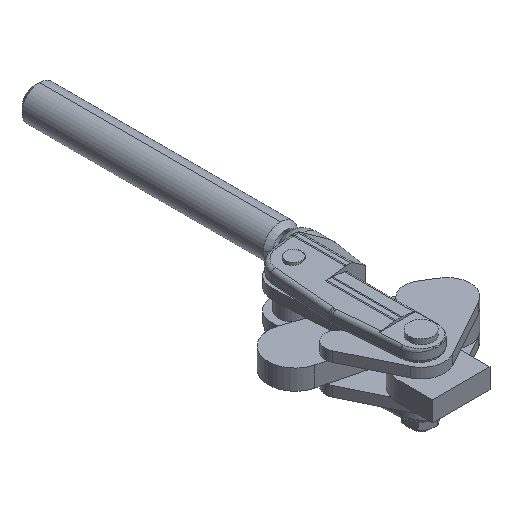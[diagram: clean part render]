
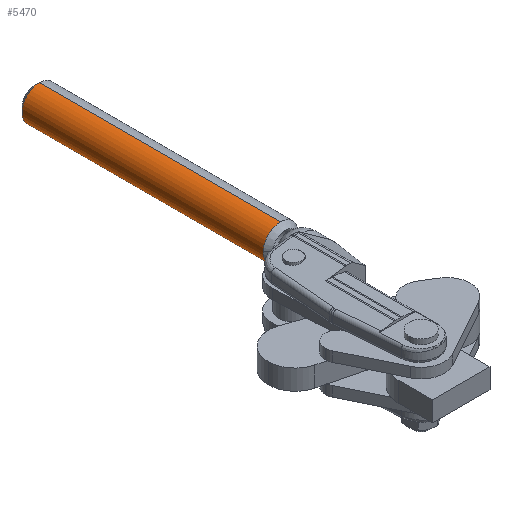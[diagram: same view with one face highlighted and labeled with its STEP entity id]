
A CAD part, isometric view. The second image highlights one B-rep face of the part: STEP entity #5470.
In plain terms, the highlighted cylindrical face has radius 8.65 mm (diameter 17.3 mm), a partial arc.
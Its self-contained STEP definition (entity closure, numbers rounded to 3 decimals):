
#58 = ORIENTED_EDGE ( 'NONE', *, *, #2358, .F. ) ;
#70 = CARTESIAN_POINT ( 'NONE',  ( 21., 111.116, 8.65 ) ) ;
#658 = VECTOR ( 'NONE', #2413, 1000. ) ;
#689 = CARTESIAN_POINT ( 'NONE',  ( 21., 108.716, 8.65 ) ) ;
#920 = AXIS2_PLACEMENT_3D ( 'NONE', #2892, #2862, #2838 ) ;
#1066 = VERTEX_POINT ( 'NONE', #6313 ) ;
#1076 = CARTESIAN_POINT ( 'NONE',  ( 21., 231.316, 0. ) ) ;
#1094 = LINE ( 'NONE', #689, #6825 ) ;
#1820 = EDGE_CURVE ( 'NONE', #6435, #7575, #1094, .T. ) ;
#1842 = ORIENTED_EDGE ( 'NONE', *, *, #2723, .F. ) ;
#1965 = AXIS2_PLACEMENT_3D ( 'NONE', #4564, #4092, #3674 ) ;
#2358 = EDGE_CURVE ( 'NONE', #7661, #6435, #2768, .T. ) ;
#2413 = DIRECTION ( 'NONE',  ( 0., -1., 0. ) ) ;
#2533 = CARTESIAN_POINT ( 'NONE',  ( 21., 108.716, -8.65 ) ) ;
#2597 = AXIS2_PLACEMENT_3D ( 'NONE', #6532, #6459, #6409 ) ;
#2723 = EDGE_CURVE ( 'NONE', #2735, #7661, #3146, .T. ) ;
#2735 = VERTEX_POINT ( 'NONE', #6981 ) ;
#2768 = CIRCLE ( 'NONE', #4528, 8.65 ) ;
#2838 = DIRECTION ( 'NONE',  ( -1., 0., 0. ) ) ;
#2862 = DIRECTION ( 'NONE',  ( 0., -1., 0. ) ) ;
#2892 = CARTESIAN_POINT ( 'NONE',  ( 21., 111.116, 0. ) ) ;
#3146 = CIRCLE ( 'NONE', #5420, 8.65 ) ;
#3334 = VERTEX_POINT ( 'NONE', #7468 ) ;
#3674 = DIRECTION ( 'NONE',  ( 0., 0., -1. ) ) ;
#3823 = DIRECTION ( 'NONE',  ( 1., 0., 0. ) ) ;
#4010 = EDGE_CURVE ( 'NONE', #7575, #1066, #5665, .T. ) ;
#4068 = ORIENTED_EDGE ( 'NONE', *, *, #1820, .F. ) ;
#4092 = DIRECTION ( 'NONE',  ( 0., -1., 0. ) ) ;
#4136 = ORIENTED_EDGE ( 'NONE', *, *, #4236, .T. ) ;
#4215 = DIRECTION ( 'NONE',  ( 0., 1., 0. ) ) ;
#4236 = EDGE_CURVE ( 'NONE', #2735, #3334, #5390, .T. ) ;
#4277 = CARTESIAN_POINT ( 'NONE',  ( 21., 231.316, 8.65 ) ) ;
#4350 = CARTESIAN_POINT ( 'NONE',  ( 12.35, 231.316, 0. ) ) ;
#4528 = AXIS2_PLACEMENT_3D ( 'NONE', #1076, #4215, #5377 ) ;
#4564 = CARTESIAN_POINT ( 'NONE',  ( 21., 108.716, 0. ) ) ;
#4765 = ORIENTED_EDGE ( 'NONE', *, *, #5231, .F. ) ;
#5231 = EDGE_CURVE ( 'NONE', #1066, #3334, #6847, .T. ) ;
#5333 = DIRECTION ( 'NONE',  ( 0., -1., 0. ) ) ;
#5377 = DIRECTION ( 'NONE',  ( 1., 0., 0. ) ) ;
#5390 = LINE ( 'NONE', #2533, #658 ) ;
#5420 = AXIS2_PLACEMENT_3D ( 'NONE', #6899, #6930, #3823 ) ;
#5442 = EDGE_LOOP ( 'NONE', ( #4068, #58, #1842, #4136, #4765, #5790 ) ) ;
#5470 = ADVANCED_FACE ( 'NONE', ( #7126 ), #5728, .T. ) ;
#5665 = CIRCLE ( 'NONE', #2597, 8.65 ) ;
#5728 = CYLINDRICAL_SURFACE ( 'NONE', #1965, 8.65 ) ;
#5790 = ORIENTED_EDGE ( 'NONE', *, *, #4010, .F. ) ;
#6313 = CARTESIAN_POINT ( 'NONE',  ( 12.35, 111.116, 0. ) ) ;
#6409 = DIRECTION ( 'NONE',  ( -1., 0., 0. ) ) ;
#6435 = VERTEX_POINT ( 'NONE', #4277 ) ;
#6459 = DIRECTION ( 'NONE',  ( 0., -1., 0. ) ) ;
#6532 = CARTESIAN_POINT ( 'NONE',  ( 21., 111.116, 0. ) ) ;
#6825 = VECTOR ( 'NONE', #5333, 1000. ) ;
#6847 = CIRCLE ( 'NONE', #920, 8.65 ) ;
#6899 = CARTESIAN_POINT ( 'NONE',  ( 21., 231.316, 0. ) ) ;
#6930 = DIRECTION ( 'NONE',  ( 0., 1., 0. ) ) ;
#6981 = CARTESIAN_POINT ( 'NONE',  ( 21., 231.316, -8.65 ) ) ;
#7126 = FACE_OUTER_BOUND ( 'NONE', #5442, .T. ) ;
#7468 = CARTESIAN_POINT ( 'NONE',  ( 21., 111.116, -8.65 ) ) ;
#7575 = VERTEX_POINT ( 'NONE', #70 ) ;
#7661 = VERTEX_POINT ( 'NONE', #4350 ) ;
